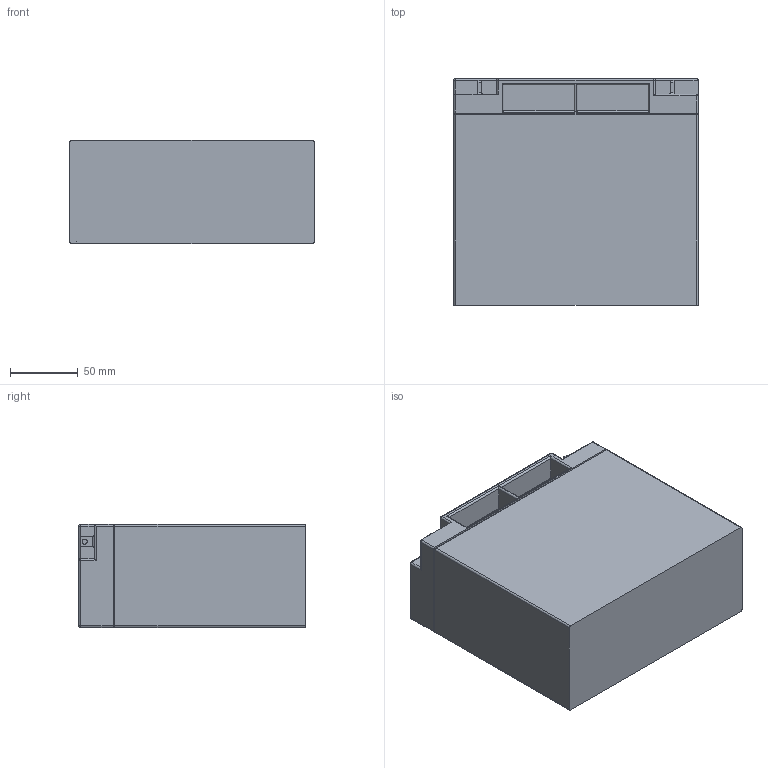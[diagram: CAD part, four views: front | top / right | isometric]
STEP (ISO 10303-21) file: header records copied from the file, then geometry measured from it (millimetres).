
FILE_DESCRIPTION (( 'STEP AP203' ), '1' );
FILE_NAME ('Battery.STEP', '2018-01-19T07:04:58', ( '' ), ( '' ), 'SwSTEP 2.0', 'SolidWorks 2017', '' );
FILE_SCHEMA (( 'CONFIG_CONTROL_DESIGN' ));
Length unit declared in the file: inch
Products named in the file (1): Battery
Bounding box: 180.34 x 167.13 x 76.2 mm (x, y, z)
Volume: 2201120 mm3; surface area: 124795.1 mm2
Topology: 1 solids, 1 shells, 112 faces, 266 edges, 156 vertices
Faces by surface type: cylinder 54, plane 52, sphere 6
Entity records: 3183 total; most frequent: CARTESIAN_POINT 625, ORIENTED_EDGE 520, DIRECTION 502, EDGE_CURVE 260, VECTOR 180, LINE 180, AXIS2_PLACEMENT_3D 161, VERTEX_POINT 156
